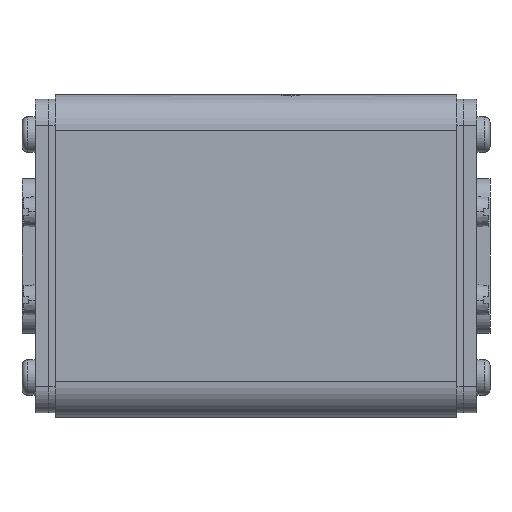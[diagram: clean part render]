
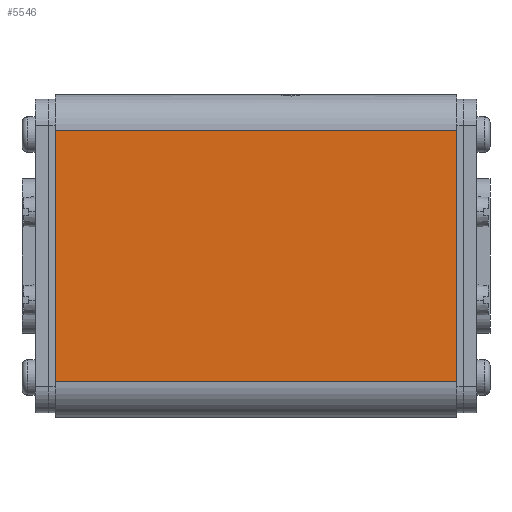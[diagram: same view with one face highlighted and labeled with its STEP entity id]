
A CAD part, left-side view. The second image highlights one B-rep face of the part: STEP entity #5546.
In plain terms, the highlighted face is planar.
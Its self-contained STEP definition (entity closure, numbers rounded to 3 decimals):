
#1628=DIRECTION('',(0.,0.,-1.));
#1629=VECTOR('',#1628,91.);
#1630=CARTESIAN_POINT('',(-28.5,36.5,45.5));
#1631=LINE('',#1630,#1629);
#1635=DIRECTION('',(1.,0.,0.));
#1636=VECTOR('',#1635,57.);
#1637=CARTESIAN_POINT('',(-28.5,36.5,-45.5));
#1638=LINE('',#1637,#1636);
#1642=DIRECTION('',(0.,0.,1.));
#1643=VECTOR('',#1642,91.);
#1644=CARTESIAN_POINT('',(28.5,36.5,-45.5));
#1645=LINE('',#1644,#1643);
#2416=DIRECTION('',(1.,0.,0.));
#2417=VECTOR('',#2416,57.);
#2418=CARTESIAN_POINT('',(-28.5,36.5,45.5));
#2419=LINE('',#2418,#2417);
#3629=CARTESIAN_POINT('',(28.5,36.5,45.5));
#3631=VERTEX_POINT('',#3629);
#3643=CARTESIAN_POINT('',(-28.5,36.5,45.5));
#3644=VERTEX_POINT('',#3643);
#3750=CARTESIAN_POINT('',(28.5,36.5,-45.5));
#3752=VERTEX_POINT('',#3750);
#3753=CARTESIAN_POINT('',(-28.5,36.5,-45.5));
#3754=VERTEX_POINT('',#3753);
#5532=CARTESIAN_POINT('',(36.5,36.5,-35.));
#5533=DIRECTION('',(0.,1.,0.));
#5534=DIRECTION('',(-1.,0.,0.));
#5535=AXIS2_PLACEMENT_3D('',#5532,#5533,#5534);
#5536=PLANE('',#5535);
#5538=ORIENTED_EDGE('',*,*,#5537,.T.);
#5540=ORIENTED_EDGE('',*,*,#5539,.T.);
#5541=ORIENTED_EDGE('',*,*,#5517,.T.);
#5543=ORIENTED_EDGE('',*,*,#5542,.F.);
#5544=EDGE_LOOP('',(#5538,#5540,#5541,#5543));
#5545=FACE_OUTER_BOUND('',#5544,.F.);
#5517=EDGE_CURVE('',#3752,#3631,#1645,.T.);
#5537=EDGE_CURVE('',#3644,#3754,#1631,.T.);
#5539=EDGE_CURVE('',#3754,#3752,#1638,.T.);
#5542=EDGE_CURVE('',#3644,#3631,#2419,.T.);
#5546=ADVANCED_FACE('',(#5545),#5536,.T.);
